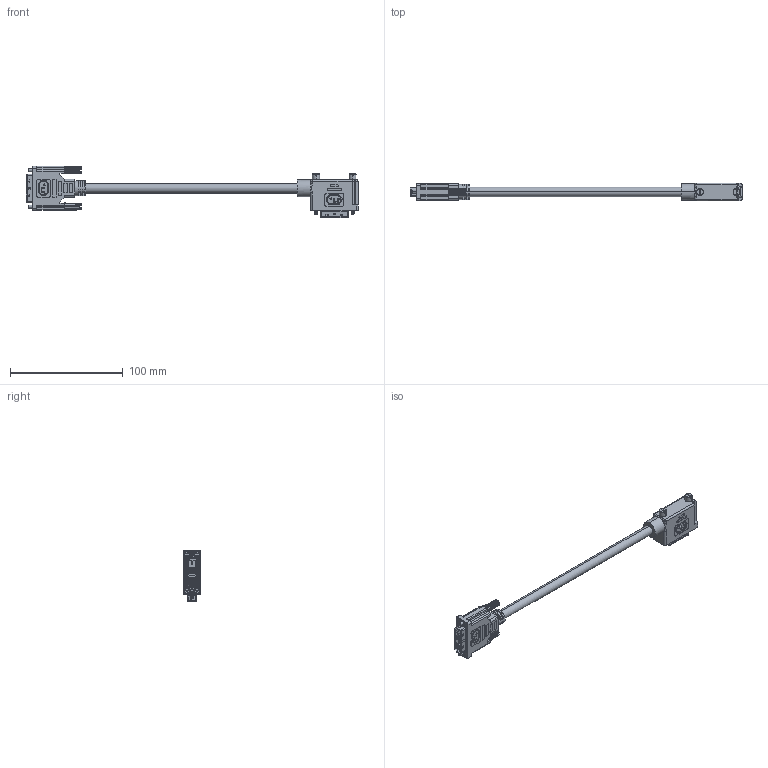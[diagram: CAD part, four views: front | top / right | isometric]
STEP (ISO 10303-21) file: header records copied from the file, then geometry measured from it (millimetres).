
FILE_DESCRIPTION (( 'STEP AP214' ), '1' );
FILE_NAME ('DVIDS-RA4Z.STEP', '2013-04-23T13:56:49', ( 'x' ), ( '' ), 'SwSTEP 2.0', 'SolidWorks 2012', '' );
FILE_SCHEMA (( 'AUTOMOTIVE_DESIGN' ));
Length unit declared in the file: inch
Products named in the file (12): 3AB14-026_NEW LOGO; 1AJ02-035___; 1AM07-031___; 1AJ01-018_NEW LOGO; MTN-670_SL_Right exit with thumbscrews; 1AJ06-076_SUPRESSED KNURL; MTN-671_right exit_SL; 1AH01-007___; MTN-671; MTN-670; DVI-DL CABLELINE_默认1; DVIDS-RA4Z
Assembly tree (14 placements, depth 4):
  DVIDS-RA4Z
    DVI-DL CABLELINE_默认1
    MTN-670_SL_Right exit with thumbscrews
      MTN-670
      MTN-671_right exit_SL
        MTN-671
        1AH01-007___
      1AJ06-076_SUPRESSED KNURL  x2
    3AB14-026_NEW LOGO
      1AJ01-018_NEW LOGO
      1AM07-031___
      1AJ02-035___  x2
      1AH01-007___
Bounding box: 294.74 x 15.6 x 45.56 mm (x, y, z)
Volume: 47978.2 mm3; surface area: 37451.9 mm2
Topology: 49 solids, 49 shells, 3101 faces, 7752 edges, 4930 vertices
Faces by surface type: plane 2061, cylinder 540, bspline 361, torus 75, cone 64
Entity records: 63658 total; most frequent: CARTESIAN_POINT 15810, ORIENTED_EDGE 9912, DIRECTION 8997, EDGE_CURVE 4956, LINE 3763, VECTOR 3763, VERTEX_POINT 3160, AXIS2_PLACEMENT_3D 2617
